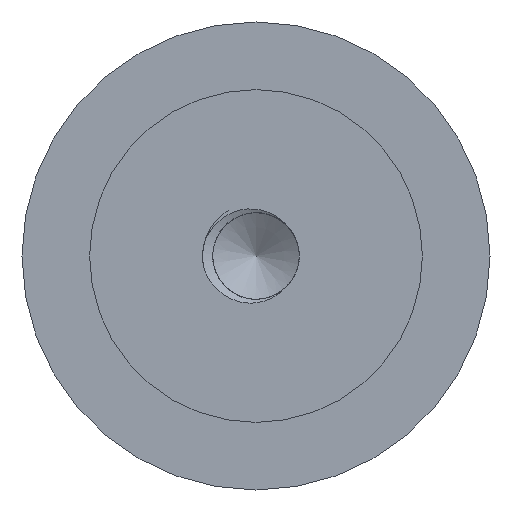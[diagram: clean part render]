
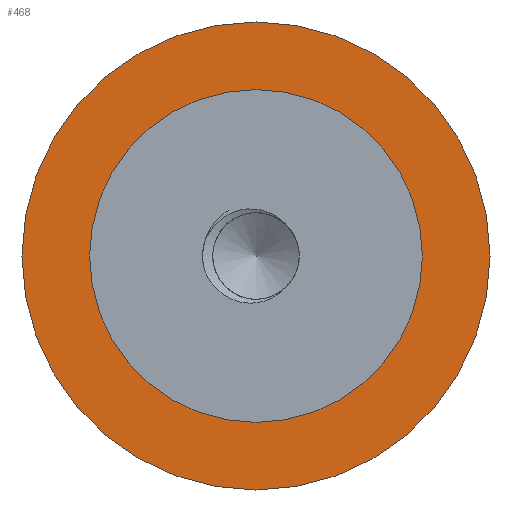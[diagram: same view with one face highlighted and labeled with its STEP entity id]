
A CAD part, front view. The second image highlights one B-rep face of the part: STEP entity #468.
In plain terms, the highlighted planar face has unit normal (0, -1, 0).
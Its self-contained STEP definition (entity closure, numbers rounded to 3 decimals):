
#19=FACE_BOUND('',#85,.T.);
#26=PLANE('',#521);
#54=FACE_OUTER_BOUND('',#84,.T.);
#84=EDGE_LOOP('',(#420));
#85=EDGE_LOOP('',(#421));
#96=CIRCLE('',#516,6.4);
#98=CIRCLE('',#520,9.);
#215=VERTEX_POINT('',#1934);
#217=VERTEX_POINT('',#1941);
#281=EDGE_CURVE('',#215,#215,#96,.T.);
#284=EDGE_CURVE('',#217,#217,#98,.T.);
#420=ORIENTED_EDGE('',*,*,#284,.T.);
#421=ORIENTED_EDGE('',*,*,#281,.T.);
#468=ADVANCED_FACE('',(#54,#19),#26,.T.);
#516=AXIS2_PLACEMENT_3D('',#1935,#607,#608);
#520=AXIS2_PLACEMENT_3D('',#1942,#616,#617);
#521=AXIS2_PLACEMENT_3D('',#1944,#619,#620);
#607=DIRECTION('center_axis',(0.,1.,0.));
#608=DIRECTION('ref_axis',(1.,0.,0.));
#616=DIRECTION('center_axis',(0.,-1.,0.));
#617=DIRECTION('ref_axis',(1.,0.,0.));
#619=DIRECTION('center_axis',(0.,-1.,0.));
#620=DIRECTION('ref_axis',(1.,0.,0.));
#1934=CARTESIAN_POINT('',(-6.4,-7.,0.));
#1935=CARTESIAN_POINT('Origin',(0.,-7.,0.));
#1941=CARTESIAN_POINT('',(-9.,-7.,0.));
#1942=CARTESIAN_POINT('Origin',(0.,-7.,0.));
#1944=CARTESIAN_POINT('Origin',(0.,-7.,0.));
